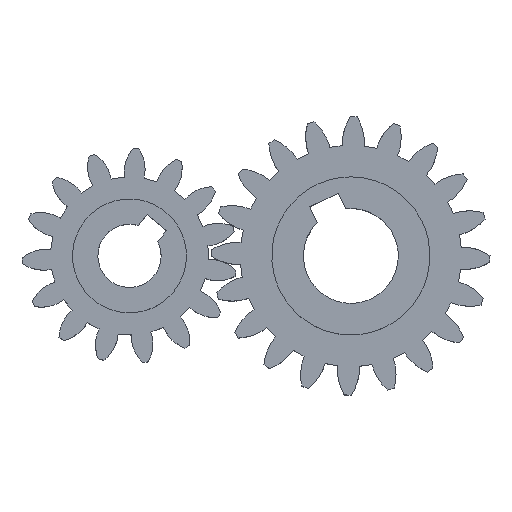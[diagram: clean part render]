
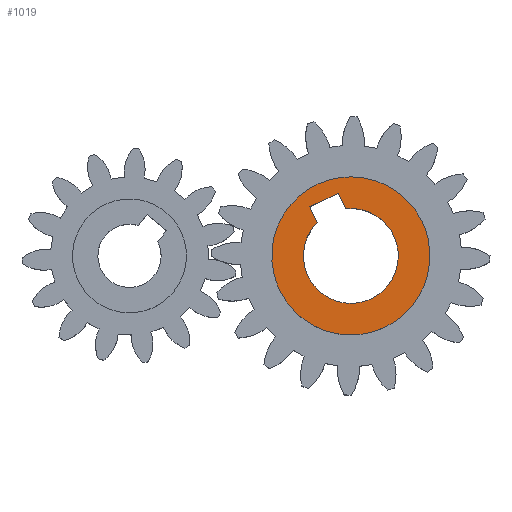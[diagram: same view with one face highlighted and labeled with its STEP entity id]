
A CAD part, top view. The second image highlights one B-rep face of the part: STEP entity #1019.
In plain terms, the highlighted free-form (B-spline) face has degree [1, 1] with [2, 2] control points.
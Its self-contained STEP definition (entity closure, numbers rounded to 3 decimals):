
#21 = EDGE_CURVE('',#22,#24,#26,.T.);
#22 = VERTEX_POINT('',#23);
#23 = CARTESIAN_POINT('',(12.433,6.,5.522)
  );
#24 = VERTEX_POINT('',#25);
#25 = CARTESIAN_POINT('',(-12.433,-6.,5.522
    ));
#26 = ( BOUNDED_CURVE() B_SPLINE_CURVE(2,(#27,#28,#29,#30,#31),
.UNSPECIFIED.,.F.,.F.) B_SPLINE_CURVE_WITH_KNOTS((3,2,3),(0.,
1.571,3.142),.PIECEWISE_BEZIER_KNOTS.) CURVE() 
GEOMETRIC_REPRESENTATION_ITEM() RATIONAL_B_SPLINE_CURVE((1.,
0.707,1.,0.707,1.)) REPRESENTATION_ITEM('') );
#27 = CARTESIAN_POINT('',(12.433,6.,5.522)
  );
#28 = CARTESIAN_POINT('',(6.433,18.433,5.522)
  );
#29 = CARTESIAN_POINT('',(-6.,12.433,5.522
    ));
#30 = CARTESIAN_POINT('',(-18.433,6.433,5.522)
  );
#31 = CARTESIAN_POINT('',(-12.433,-6.,5.522
    ));
#272 = VERTEX_POINT('',#273);
#273 = CARTESIAN_POINT('',(7.46,3.6,5.522)
  );
#278 = EDGE_CURVE('',#272,#279,#281,.T.);
#279 = VERTEX_POINT('',#280);
#280 = CARTESIAN_POINT('',(-7.46,-3.6,
    5.522));
#281 = ( BOUNDED_CURVE() B_SPLINE_CURVE(2,(#282,#283,#284,#285,#286),
.UNSPECIFIED.,.F.,.F.) B_SPLINE_CURVE_WITH_KNOTS((3,2,3),(0.,
1.571,3.142),.PIECEWISE_BEZIER_KNOTS.) CURVE() 
GEOMETRIC_REPRESENTATION_ITEM() RATIONAL_B_SPLINE_CURVE((1.,
0.707,1.,0.707,1.)) REPRESENTATION_ITEM('') );
#282 = CARTESIAN_POINT('',(7.46,3.6,5.522)
  );
#283 = CARTESIAN_POINT('',(11.06,-3.86,
    5.522));
#284 = CARTESIAN_POINT('',(3.6,-7.46,5.522
    ));
#285 = CARTESIAN_POINT('',(-3.86,-11.06,5.522
    ));
#286 = CARTESIAN_POINT('',(-7.46,-3.6,
    5.522));
#318 = VERTEX_POINT('',#319);
#319 = CARTESIAN_POINT('',(-0.907,8.233,5.522)
  );
#326 = EDGE_CURVE('',#318,#272,#327,.T.);
#327 = ( BOUNDED_CURVE() B_SPLINE_CURVE(2,(#328,#329,#330),
.UNSPECIFIED.,.F.,.F.) B_SPLINE_CURVE_WITH_KNOTS((3,3),(5.052,
6.283),.PIECEWISE_BEZIER_KNOTS.) CURVE() 
GEOMETRIC_REPRESENTATION_ITEM() RATIONAL_B_SPLINE_CURVE((1.,
0.816,1.)) REPRESENTATION_ITEM('') );
#328 = CARTESIAN_POINT('',(-0.907,8.233,5.522)
  );
#329 = CARTESIAN_POINT('',(4.914,8.875,5.522)
  );
#330 = CARTESIAN_POINT('',(7.46,3.6,5.522)
  );
#1019 = ADVANCED_FACE('',(#1020,#1031),#1062,.T.);
#1020 = FACE_BOUND('',#1021,.T.);
#1021 = EDGE_LOOP('',(#1022,#1030));
#1022 = ORIENTED_EDGE('',*,*,#1023,.T.);
#1023 = EDGE_CURVE('',#24,#22,#1024,.T.);
#1024 = ( BOUNDED_CURVE() B_SPLINE_CURVE(2,(#1025,#1026,#1027,#1028,
#1029),.UNSPECIFIED.,.F.,.F.) B_SPLINE_CURVE_WITH_KNOTS((3,2,3),(
    3.142,4.712,6.283),
.PIECEWISE_BEZIER_KNOTS.) CURVE() GEOMETRIC_REPRESENTATION_ITEM() 
RATIONAL_B_SPLINE_CURVE((1.,0.707,1.,0.707,1.)) 
REPRESENTATION_ITEM('') );
#1025 = CARTESIAN_POINT('',(-12.433,-6.,
    5.522));
#1026 = CARTESIAN_POINT('',(-6.433,-18.433,
    5.522));
#1027 = CARTESIAN_POINT('',(6.,-12.433,
    5.522));
#1028 = CARTESIAN_POINT('',(18.433,-6.433,
    5.522));
#1029 = CARTESIAN_POINT('',(12.433,6.,
    5.522));
#1030 = ORIENTED_EDGE('',*,*,#21,.T.);
#1031 = FACE_BOUND('',#1032,.T.);
#1032 = EDGE_LOOP('',(#1033,#1034,#1035,#1043,#1050,#1057));
#1033 = ORIENTED_EDGE('',*,*,#326,.T.);
#1034 = ORIENTED_EDGE('',*,*,#278,.T.);
#1035 = ORIENTED_EDGE('',*,*,#1036,.T.);
#1036 = EDGE_CURVE('',#279,#1037,#1039,.T.);
#1037 = VERTEX_POINT('',#1038);
#1038 = CARTESIAN_POINT('',(-5.881,5.833,
    5.522));
#1039 = ( BOUNDED_CURVE() B_SPLINE_CURVE(2,(#1040,#1041,#1042),
.UNSPECIFIED.,.F.,.F.) B_SPLINE_CURVE_WITH_KNOTS((3,3),(3.142,
4.373),.PIECEWISE_BEZIER_KNOTS.) CURVE() 
GEOMETRIC_REPRESENTATION_ITEM() RATIONAL_B_SPLINE_CURVE((1.,
0.816,1.)) REPRESENTATION_ITEM('') );
#1040 = CARTESIAN_POINT('',(-7.46,-3.6,
    5.522));
#1041 = CARTESIAN_POINT('',(-10.005,1.675,
    5.522));
#1042 = CARTESIAN_POINT('',(-5.881,5.833,
    5.522));
#1043 = ORIENTED_EDGE('',*,*,#1044,.T.);
#1044 = EDGE_CURVE('',#1037,#1045,#1047,.T.);
#1045 = VERTEX_POINT('',#1046);
#1046 = CARTESIAN_POINT('',(-7.191,8.548,
    5.522));
#1047 = B_SPLINE_CURVE_WITH_KNOTS('',1,(#1048,#1049),.UNSPECIFIED.,.F.,
  .F.,(2,2),(7.071,9.8),.PIECEWISE_BEZIER_KNOTS.);
#1048 = CARTESIAN_POINT('',(-5.881,5.833,
    5.522));
#1049 = CARTESIAN_POINT('',(-7.191,8.548,
    5.522));
#1050 = ORIENTED_EDGE('',*,*,#1051,.T.);
#1051 = EDGE_CURVE('',#1045,#1052,#1054,.T.);
#1052 = VERTEX_POINT('',#1053);
#1053 = CARTESIAN_POINT('',(-2.217,10.948,
    5.522));
#1054 = B_SPLINE_CURVE_WITH_KNOTS('',1,(#1055,#1056),.UNSPECIFIED.,.F.,
  .F.,(2,2),(-2.5,2.5),.PIECEWISE_BEZIER_KNOTS.);
#1055 = CARTESIAN_POINT('',(-7.191,8.548,
    5.522));
#1056 = CARTESIAN_POINT('',(-2.217,10.948,
    5.522));
#1057 = ORIENTED_EDGE('',*,*,#1058,.T.);
#1058 = EDGE_CURVE('',#1052,#318,#1059,.T.);
#1059 = B_SPLINE_CURVE_WITH_KNOTS('',1,(#1060,#1061),.UNSPECIFIED.,.F.,
  .F.,(2,2),(-9.8,-7.071),.PIECEWISE_BEZIER_KNOTS.);
#1060 = CARTESIAN_POINT('',(-2.217,10.948,
    5.522));
#1061 = CARTESIAN_POINT('',(-0.907,8.233,5.522
    ));
#1062 = B_SPLINE_SURFACE_WITH_KNOTS('',1,1,(
    (#1063,#1064)
    ,(#1065,#1066
    )),.UNSPECIFIED.,.F.,.F.,.F.,(2,2),(2,2),(-12.5,12.5),(-12.5,12.5),
  .PIECEWISE_BEZIER_KNOTS.);
#1063 = CARTESIAN_POINT('',(-6.433,-18.433,
    5.522));
#1064 = CARTESIAN_POINT('',(-18.433,6.433,
    5.522));
#1065 = CARTESIAN_POINT('',(18.433,-6.433,
    5.522));
#1066 = CARTESIAN_POINT('',(6.433,18.433,5.522
    ));
